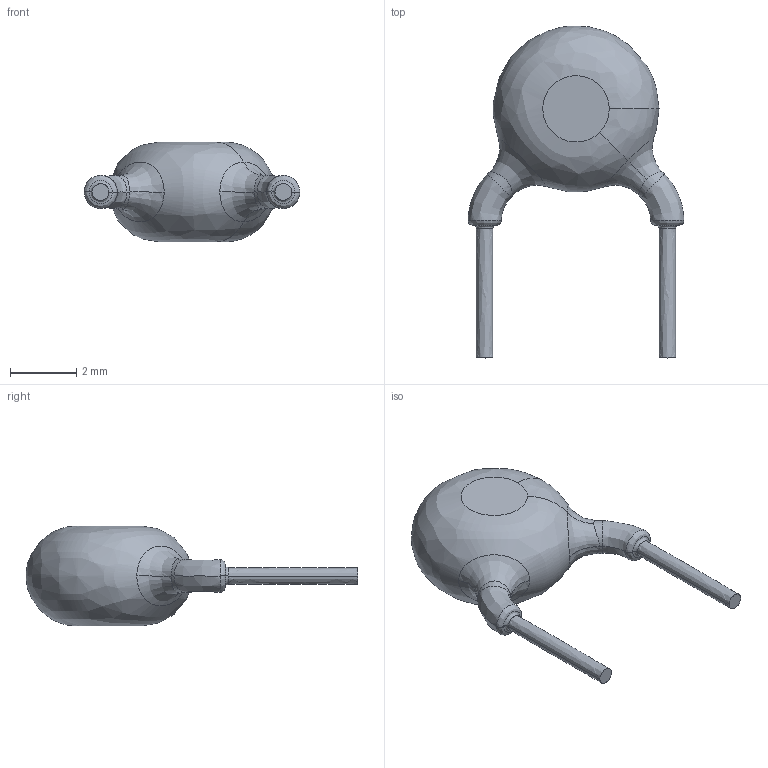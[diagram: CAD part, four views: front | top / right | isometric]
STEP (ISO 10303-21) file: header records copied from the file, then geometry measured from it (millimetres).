
FILE_DESCRIPTION((''),'2;1');
FILE_NAME('CDISK_P5-5_D5_TH3','2019-02-11T',('Dragos'),(''),'PRO/ENGINEER BY PARAMETRIC TECHNOLOGY CORPORATION, 2004440','PRO/ENGINEER BY PARAMETRIC TECHNOLOGY CORPORATION, 2004440','');
FILE_SCHEMA(('AUTOMOTIVE_DESIGN { 1 0 10303 214 1 1 1 1 }'));
Length unit declared in the file: millimetre
Products named in the file (1): CDISK_P5-5_D5_TH3
Bounding box: 6.5 x 10 x 3 mm (x, y, z)
Volume: 51.1 mm3; surface area: 89.2 mm2
Topology: 1 solids, 1 shells, 32 faces, 85 edges, 63 vertices
Faces by surface type: bspline 28, plane 4
Entity records: 3558 total; most frequent: CARTESIAN_POINT 2533, ORIENTED_EDGE 132, PRESENTATION_STYLE_ASSIGNMENT 99, STYLED_ITEM 93, CURVE_STYLE 92, EDGE_CURVE 66, DIRECTION 59, B_SPLINE_CURVE_WITH_KNOTS 50
